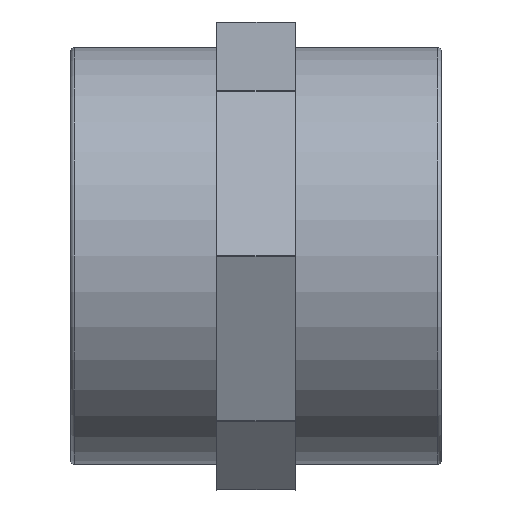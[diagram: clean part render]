
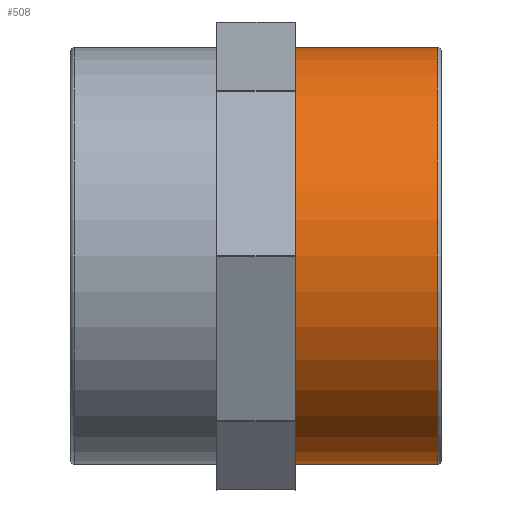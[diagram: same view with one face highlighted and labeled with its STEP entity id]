
A CAD part, front view. The second image highlights one B-rep face of the part: STEP entity #508.
In plain terms, the highlighted cylindrical face has radius 53 mm (diameter 106 mm), a full revolution.
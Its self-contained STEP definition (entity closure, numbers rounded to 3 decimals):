
#56=FACE_OUTER_BOUND('',#88,.T.);
#88=EDGE_LOOP('',(#416,#417,#418,#419,#420));
#134=LINE('',#890,#171);
#171=VECTOR('',#725,53.);
#203=CIRCLE('',#582,53.);
#204=CIRCLE('',#583,53.);
#205=CIRCLE('',#585,53.);
#252=VERTEX_POINT('',#883);
#253=VERTEX_POINT('',#885);
#254=VERTEX_POINT('',#889);
#315=EDGE_CURVE('',#252,#253,#203,.T.);
#316=EDGE_CURVE('',#253,#252,#204,.T.);
#317=EDGE_CURVE('',#253,#254,#134,.T.);
#318=EDGE_CURVE('',#254,#254,#205,.T.);
#416=ORIENTED_EDGE('',*,*,#316,.F.);
#417=ORIENTED_EDGE('',*,*,#317,.T.);
#418=ORIENTED_EDGE('',*,*,#318,.T.);
#419=ORIENTED_EDGE('',*,*,#317,.F.);
#420=ORIENTED_EDGE('',*,*,#315,.F.);
#487=CYLINDRICAL_SURFACE('',#584,53.);
#508=ADVANCED_FACE('',(#56),#487,.T.);
#582=AXIS2_PLACEMENT_3D('',#886,#719,#720);
#583=AXIS2_PLACEMENT_3D('',#887,#721,#722);
#584=AXIS2_PLACEMENT_3D('',#888,#723,#724);
#585=AXIS2_PLACEMENT_3D('',#891,#726,#727);
#719=DIRECTION('center_axis',(1.,0.,0.));
#720=DIRECTION('ref_axis',(0.,-1.,0.));
#721=DIRECTION('center_axis',(1.,0.,0.));
#722=DIRECTION('ref_axis',(0.,-1.,0.));
#723=DIRECTION('center_axis',(1.,0.,0.));
#724=DIRECTION('ref_axis',(0.,1.,0.));
#725=DIRECTION('',(-1.,0.,0.));
#726=DIRECTION('center_axis',(1.,0.,0.));
#727=DIRECTION('ref_axis',(0.,1.,0.));
#883=CARTESIAN_POINT('',(37.3,0.,53.));
#885=CARTESIAN_POINT('',(37.3,-53.,0.));
#886=CARTESIAN_POINT('Origin',(37.3,0.,0.));
#887=CARTESIAN_POINT('Origin',(37.3,0.,0.));
#888=CARTESIAN_POINT('Origin',(-8.85,0.,0.));
#889=CARTESIAN_POINT('',(1.15,-53.,0.));
#890=CARTESIAN_POINT('',(-8.85,-53.,0.));
#891=CARTESIAN_POINT('Origin',(1.15,0.,0.));
